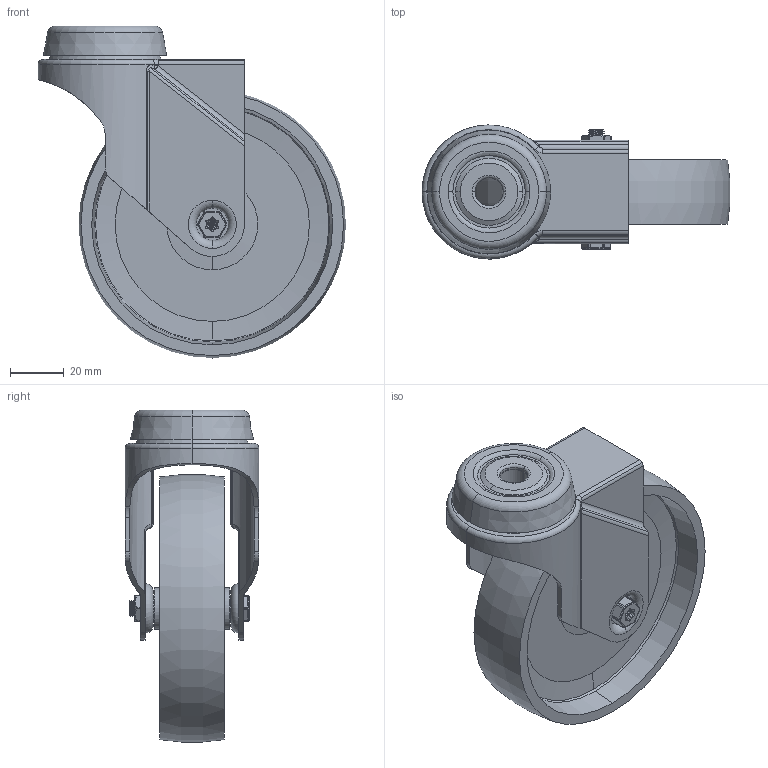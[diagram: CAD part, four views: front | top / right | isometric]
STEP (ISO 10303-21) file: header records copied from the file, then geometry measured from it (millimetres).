
FILE_DESCRIPTION(('STEP AP203'),'1');
FILE_NAME('BZRA100PLBH10.STEP','2023-06-07T09:57:57',(' '),(' '),'Spatial InterOp 3D',' ',' ');
FILE_SCHEMA(('CONFIG_CONTROL_DESIGN'));
Length unit declared in the file: metre
Products named in the file (12): BZRA100ASBH10; ZINC PLATED PRESSED STEEL HEAD; ZINC PLATED PRESSED STEEL FORKS; BZRA100PLBH10; BZL100WPL; POLYPROPYLENE WHEEL; TUBEM8X30; ZINC PLATED AXLE TUBE; BOLTBZRA6MM; ZINC PLATED AXLE BOLT; NM6GR8HALFGR8; ZINC PLATED LOCKING NUT
Assembly tree (11 placements, depth 3):
  BZRA100PLBH10
    BZRA100ASBH10
      ZINC PLATED PRESSED STEEL HEAD
      ZINC PLATED PRESSED STEEL FORKS
    BZL100WPL
      POLYPROPYLENE WHEEL
    TUBEM8X30
      ZINC PLATED AXLE TUBE
    BOLTBZRA6MM
      ZINC PLATED AXLE BOLT
    NM6GR8HALFGR8
      ZINC PLATED LOCKING NUT
Bounding box: 114.89 x 50 x 123.89 mm (x, y, z)
Volume: 93380.3 mm3; surface area: 62023.2 mm2
Topology: 6 solids, 6 shells, 383 faces, 923 edges, 566 vertices
Faces by surface type: cylinder 165, torus 70, plane 58, cone 48, bspline 36, sphere 6
Entity records: 29450 total; most frequent: CARTESIAN_POINT 19941, DIRECTION 1962, ORIENTED_EDGE 1834, EDGE_CURVE 917, AXIS2_PLACEMENT_3D 849, VERTEX_POINT 566, CIRCLE 467, EDGE_LOOP 417
